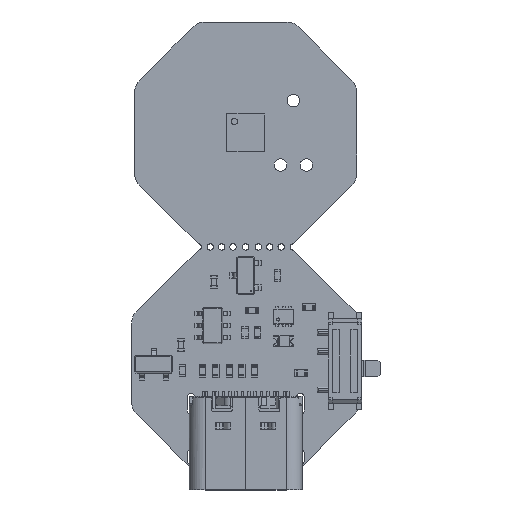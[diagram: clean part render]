
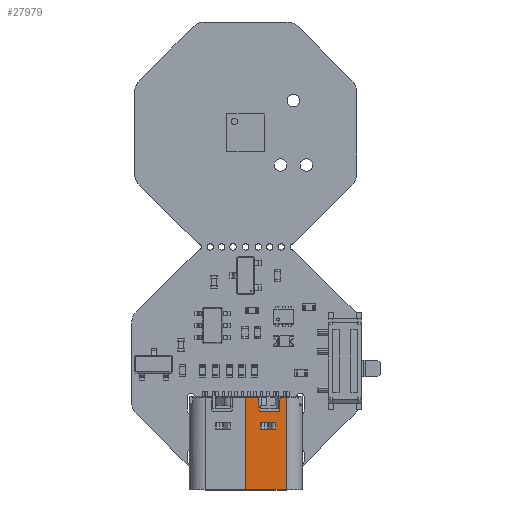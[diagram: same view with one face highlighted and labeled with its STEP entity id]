
A CAD part, top view. The second image highlights one B-rep face of the part: STEP entity #27979.
In plain terms, the highlighted planar face has unit normal (0, 0, 1).
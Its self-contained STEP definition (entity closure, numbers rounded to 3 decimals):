
#26699 = VERTEX_POINT('',#26700);
#26700 = CARTESIAN_POINT('',(3.19,-3.675,3.31));
#26707 = EDGE_CURVE('',#26708,#26699,#26710,.T.);
#26708 = VERTEX_POINT('',#26709);
#26709 = CARTESIAN_POINT('',(0.,-3.675,3.31));
#26710 = LINE('',#26711,#26712);
#26711 = CARTESIAN_POINT('',(0.,-3.675,3.31));
#26712 = VECTOR('',#26713,1.);
#26713 = DIRECTION('',(1.,0.,0.));
#27310 = VERTEX_POINT('',#27311);
#27311 = CARTESIAN_POINT('',(3.19,3.655,3.31));
#27318 = EDGE_CURVE('',#26699,#27310,#27319,.T.);
#27319 = LINE('',#27320,#27321);
#27320 = CARTESIAN_POINT('',(3.19,-3.675,3.31));
#27321 = VECTOR('',#27322,1.);
#27322 = DIRECTION('',(0.,1.,0.));
#27979 = ADVANCED_FACE('',(#27980,#28073),#28139,.T.);
#27980 = FACE_BOUND('',#27981,.F.);
#27981 = EDGE_LOOP('',(#27982,#27990,#27991,#27992,#28000,#28008,#28016,
    #28024,#28032,#28041,#28049,#28058,#28066));
#27982 = ORIENTED_EDGE('',*,*,#27983,.T.);
#27983 = EDGE_CURVE('',#27984,#27310,#27986,.T.);
#27984 = VERTEX_POINT('',#27985);
#27985 = CARTESIAN_POINT('',(2.85,3.655,3.31));
#27986 = LINE('',#27987,#27988);
#27987 = CARTESIAN_POINT('',(0.,3.655,3.31));
#27988 = VECTOR('',#27989,1.);
#27989 = DIRECTION('',(1.,0.,0.));
#27990 = ORIENTED_EDGE('',*,*,#27318,.F.);
#27991 = ORIENTED_EDGE('',*,*,#26707,.F.);
#27992 = ORIENTED_EDGE('',*,*,#27993,.T.);
#27993 = EDGE_CURVE('',#26708,#27994,#27996,.T.);
#27994 = VERTEX_POINT('',#27995);
#27995 = CARTESIAN_POINT('',(0.,3.655,3.31));
#27996 = LINE('',#27997,#27998);
#27997 = CARTESIAN_POINT('',(0.,-3.675,3.31));
#27998 = VECTOR('',#27999,1.);
#27999 = DIRECTION('',(0.,1.,0.));
#28000 = ORIENTED_EDGE('',*,*,#28001,.T.);
#28001 = EDGE_CURVE('',#27994,#28002,#28004,.T.);
#28002 = VERTEX_POINT('',#28003);
#28003 = CARTESIAN_POINT('',(1.05,3.655,3.31));
#28004 = LINE('',#28005,#28006);
#28005 = CARTESIAN_POINT('',(0.,3.655,3.31));
#28006 = VECTOR('',#28007,1.);
#28007 = DIRECTION('',(1.,0.,0.));
#28008 = ORIENTED_EDGE('',*,*,#28009,.T.);
#28009 = EDGE_CURVE('',#28002,#28010,#28012,.T.);
#28010 = VERTEX_POINT('',#28011);
#28011 = CARTESIAN_POINT('',(1.05,2.955,3.31));
#28012 = LINE('',#28013,#28014);
#28013 = CARTESIAN_POINT('',(1.05,3.655,3.31));
#28014 = VECTOR('',#28015,1.);
#28015 = DIRECTION('',(0.,-1.,0.));
#28016 = ORIENTED_EDGE('',*,*,#28017,.T.);
#28017 = EDGE_CURVE('',#28010,#28018,#28020,.T.);
#28018 = VERTEX_POINT('',#28019);
#28019 = CARTESIAN_POINT('',(1.05,2.805,3.31));
#28020 = LINE('',#28021,#28022);
#28021 = CARTESIAN_POINT('',(1.05,3.655,3.31));
#28022 = VECTOR('',#28023,1.);
#28023 = DIRECTION('',(0.,-1.,0.));
#28024 = ORIENTED_EDGE('',*,*,#28025,.T.);
#28025 = EDGE_CURVE('',#28018,#28026,#28028,.T.);
#28026 = VERTEX_POINT('',#28027);
#28027 = CARTESIAN_POINT('',(1.05,2.655,3.31));
#28028 = LINE('',#28029,#28030);
#28029 = CARTESIAN_POINT('',(1.05,3.655,3.31));
#28030 = VECTOR('',#28031,1.);
#28031 = DIRECTION('',(0.,-1.,0.));
#28032 = ORIENTED_EDGE('',*,*,#28033,.T.);
#28033 = EDGE_CURVE('',#28026,#28034,#28036,.T.);
#28034 = VERTEX_POINT('',#28035);
#28035 = CARTESIAN_POINT('',(1.2,2.505,3.31));
#28036 = CIRCLE('',#28037,0.15);
#28037 = AXIS2_PLACEMENT_3D('',#28038,#28039,#28040);
#28038 = CARTESIAN_POINT('',(1.2,2.655,3.31));
#28039 = DIRECTION('',(0.,0.,1.));
#28040 = DIRECTION('',(0.,1.,0.));
#28041 = ORIENTED_EDGE('',*,*,#28042,.T.);
#28042 = EDGE_CURVE('',#28034,#28043,#28045,.T.);
#28043 = VERTEX_POINT('',#28044);
#28044 = CARTESIAN_POINT('',(2.55,2.505,3.31));
#28045 = LINE('',#28046,#28047);
#28046 = CARTESIAN_POINT('',(1.05,2.505,3.31));
#28047 = VECTOR('',#28048,1.);
#28048 = DIRECTION('',(1.,-0.,-0.));
#28049 = ORIENTED_EDGE('',*,*,#28050,.F.);
#28050 = EDGE_CURVE('',#28051,#28043,#28053,.T.);
#28051 = VERTEX_POINT('',#28052);
#28052 = CARTESIAN_POINT('',(2.7,2.655,3.31));
#28053 = CIRCLE('',#28054,0.15);
#28054 = AXIS2_PLACEMENT_3D('',#28055,#28056,#28057);
#28055 = CARTESIAN_POINT('',(2.55,2.655,3.31));
#28056 = DIRECTION('',(0.,0.,-1.));
#28057 = DIRECTION('',(0.,1.,0.));
#28058 = ORIENTED_EDGE('',*,*,#28059,.T.);
#28059 = EDGE_CURVE('',#28051,#28060,#28062,.T.);
#28060 = VERTEX_POINT('',#28061);
#28061 = CARTESIAN_POINT('',(2.7,3.505,3.31));
#28062 = LINE('',#28063,#28064);
#28063 = CARTESIAN_POINT('',(2.7,2.505,3.31));
#28064 = VECTOR('',#28065,1.);
#28065 = DIRECTION('',(0.,1.,0.));
#28066 = ORIENTED_EDGE('',*,*,#28067,.F.);
#28067 = EDGE_CURVE('',#27984,#28060,#28068,.T.);
#28068 = CIRCLE('',#28069,0.15);
#28069 = AXIS2_PLACEMENT_3D('',#28070,#28071,#28072);
#28070 = CARTESIAN_POINT('',(2.85,3.505,3.31));
#28071 = DIRECTION('',(0.,0.,1.));
#28072 = DIRECTION('',(0.,1.,0.));
#28073 = FACE_BOUND('',#28074,.F.);
#28074 = EDGE_LOOP('',(#28075,#28085,#28093,#28101,#28109,#28117,#28125,
    #28133));
#28075 = ORIENTED_EDGE('',*,*,#28076,.T.);
#28076 = EDGE_CURVE('',#28077,#28079,#28081,.T.);
#28077 = VERTEX_POINT('',#28078);
#28078 = CARTESIAN_POINT('',(1.16,1.625,3.31));
#28079 = VERTEX_POINT('',#28080);
#28080 = CARTESIAN_POINT('',(1.16,1.125,3.31));
#28081 = LINE('',#28082,#28083);
#28082 = CARTESIAN_POINT('',(1.16,1.625,3.31));
#28083 = VECTOR('',#28084,1.);
#28084 = DIRECTION('',(0.,-1.,0.));
#28085 = ORIENTED_EDGE('',*,*,#28086,.T.);
#28086 = EDGE_CURVE('',#28079,#28087,#28089,.T.);
#28087 = VERTEX_POINT('',#28088);
#28088 = CARTESIAN_POINT('',(1.21,1.125,3.31));
#28089 = LINE('',#28090,#28091);
#28090 = CARTESIAN_POINT('',(1.16,1.125,3.31));
#28091 = VECTOR('',#28092,1.);
#28092 = DIRECTION('',(1.,-0.,-0.));
#28093 = ORIENTED_EDGE('',*,*,#28094,.T.);
#28094 = EDGE_CURVE('',#28087,#28095,#28097,.T.);
#28095 = VERTEX_POINT('',#28096);
#28096 = CARTESIAN_POINT('',(2.33,1.125,3.31));
#28097 = LINE('',#28098,#28099);
#28098 = CARTESIAN_POINT('',(1.16,1.125,3.31));
#28099 = VECTOR('',#28100,1.);
#28100 = DIRECTION('',(1.,-0.,-0.));
#28101 = ORIENTED_EDGE('',*,*,#28102,.T.);
#28102 = EDGE_CURVE('',#28095,#28103,#28105,.T.);
#28103 = VERTEX_POINT('',#28104);
#28104 = CARTESIAN_POINT('',(2.38,1.125,3.31));
#28105 = LINE('',#28106,#28107);
#28106 = CARTESIAN_POINT('',(1.16,1.125,3.31));
#28107 = VECTOR('',#28108,1.);
#28108 = DIRECTION('',(1.,-0.,-0.));
#28109 = ORIENTED_EDGE('',*,*,#28110,.T.);
#28110 = EDGE_CURVE('',#28103,#28111,#28113,.T.);
#28111 = VERTEX_POINT('',#28112);
#28112 = CARTESIAN_POINT('',(2.38,1.625,3.31));
#28113 = LINE('',#28114,#28115);
#28114 = CARTESIAN_POINT('',(2.38,1.125,3.31));
#28115 = VECTOR('',#28116,1.);
#28116 = DIRECTION('',(0.,1.,0.));
#28117 = ORIENTED_EDGE('',*,*,#28118,.T.);
#28118 = EDGE_CURVE('',#28111,#28119,#28121,.T.);
#28119 = VERTEX_POINT('',#28120);
#28120 = CARTESIAN_POINT('',(2.33,1.625,3.31));
#28121 = LINE('',#28122,#28123);
#28122 = CARTESIAN_POINT('',(2.38,1.625,3.31));
#28123 = VECTOR('',#28124,1.);
#28124 = DIRECTION('',(-1.,0.,0.));
#28125 = ORIENTED_EDGE('',*,*,#28126,.T.);
#28126 = EDGE_CURVE('',#28119,#28127,#28129,.T.);
#28127 = VERTEX_POINT('',#28128);
#28128 = CARTESIAN_POINT('',(1.21,1.625,3.31));
#28129 = LINE('',#28130,#28131);
#28130 = CARTESIAN_POINT('',(2.38,1.625,3.31));
#28131 = VECTOR('',#28132,1.);
#28132 = DIRECTION('',(-1.,0.,0.));
#28133 = ORIENTED_EDGE('',*,*,#28134,.T.);
#28134 = EDGE_CURVE('',#28127,#28077,#28135,.T.);
#28135 = LINE('',#28136,#28137);
#28136 = CARTESIAN_POINT('',(2.38,1.625,3.31));
#28137 = VECTOR('',#28138,1.);
#28138 = DIRECTION('',(-1.,0.,0.));
#28139 = PLANE('',#28140);
#28140 = AXIS2_PLACEMENT_3D('',#28141,#28142,#28143);
#28141 = CARTESIAN_POINT('',(0.,-3.675,3.31));
#28142 = DIRECTION('',(0.,0.,1.));
#28143 = DIRECTION('',(-1.,0.,0.));
